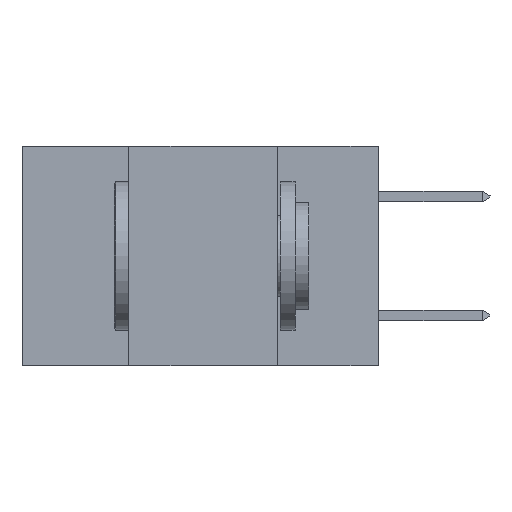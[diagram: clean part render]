
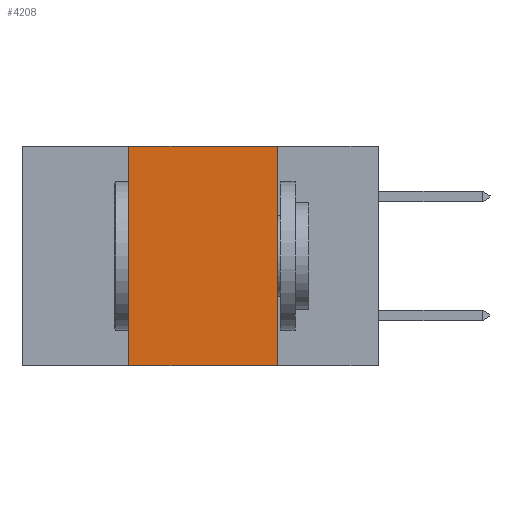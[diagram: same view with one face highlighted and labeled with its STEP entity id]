
A CAD part, left-side view. The second image highlights one B-rep face of the part: STEP entity #4208.
In plain terms, the highlighted planar face has unit normal (-1, 0, 0).
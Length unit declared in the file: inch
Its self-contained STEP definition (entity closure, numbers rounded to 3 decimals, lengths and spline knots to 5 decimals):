
#110 = DIRECTION ( 'NONE',  ( 0., 0., -1. ) ) ;
#147 = LINE ( 'NONE', #3815, #9018 ) ;
#243 = PLANE ( 'NONE',  #3430 ) ;
#930 = CARTESIAN_POINT ( 'NONE',  ( 0., 0.17, -0.37 ) ) ;
#1334 = LINE ( 'NONE', #8712, #2741 ) ;
#2260 = VERTEX_POINT ( 'NONE', #11065 ) ;
#2319 = ORIENTED_EDGE ( 'NONE', *, *, #7629, .F. ) ;
#2684 = CARTESIAN_POINT ( 'NONE',  ( 0., 0.42, -0.37 ) ) ;
#2741 = VECTOR ( 'NONE', #4129, 39.37008 ) ;
#3090 = EDGE_CURVE ( 'NONE', #11240, #2260, #1334, .T. ) ;
#3430 = AXIS2_PLACEMENT_3D ( 'NONE', #8515, #5649, #110 ) ;
#3685 = VERTEX_POINT ( 'NONE', #930 ) ;
#3794 = VECTOR ( 'NONE', #11441, 39.37008 ) ;
#3815 = CARTESIAN_POINT ( 'NONE',  ( 0., 0.6, 0. ) ) ;
#3894 = EDGE_LOOP ( 'NONE', ( #2319, #6533, #9444, #7701 ) ) ;
#4129 = DIRECTION ( 'NONE',  ( 0., 0., 1. ) ) ;
#4208 = ADVANCED_FACE ( 'NONE', ( #9433 ), #243, .F. ) ;
#4482 = LINE ( 'NONE', #6657, #3794 ) ;
#4652 = DIRECTION ( 'NONE',  ( 0., -1., 0. ) ) ;
#5486 = EDGE_CURVE ( 'NONE', #2260, #8655, #147, .T. ) ;
#5649 = DIRECTION ( 'NONE',  ( 1., 0., 0. ) ) ;
#5982 = CARTESIAN_POINT ( 'NONE',  ( 0., 0.6, -0.37 ) ) ;
#6533 = ORIENTED_EDGE ( 'NONE', *, *, #5486, .F. ) ;
#6657 = CARTESIAN_POINT ( 'NONE',  ( 0., 0.17, -0.37 ) ) ;
#6893 = LINE ( 'NONE', #5982, #9643 ) ;
#7629 = EDGE_CURVE ( 'NONE', #8655, #3685, #4482, .T. ) ;
#7701 = ORIENTED_EDGE ( 'NONE', *, *, #10556, .T. ) ;
#8515 = CARTESIAN_POINT ( 'NONE',  ( 0., 0.6, 0. ) ) ;
#8553 = CARTESIAN_POINT ( 'NONE',  ( 0., 0.17, 0. ) ) ;
#8655 = VERTEX_POINT ( 'NONE', #8553 ) ;
#8712 = CARTESIAN_POINT ( 'NONE',  ( 0., 0.42, -0.37 ) ) ;
#9018 = VECTOR ( 'NONE', #4652, 39.37008 ) ;
#9433 = FACE_OUTER_BOUND ( 'NONE', #3894, .T. ) ;
#9444 = ORIENTED_EDGE ( 'NONE', *, *, #3090, .F. ) ;
#9643 = VECTOR ( 'NONE', #10866, 39.37008 ) ;
#10556 = EDGE_CURVE ( 'NONE', #11240, #3685, #6893, .T. ) ;
#10866 = DIRECTION ( 'NONE',  ( 0., -1., 0. ) ) ;
#11065 = CARTESIAN_POINT ( 'NONE',  ( 0., 0.42, 0. ) ) ;
#11240 = VERTEX_POINT ( 'NONE', #2684 ) ;
#11441 = DIRECTION ( 'NONE',  ( 0., 0., -1. ) ) ;
